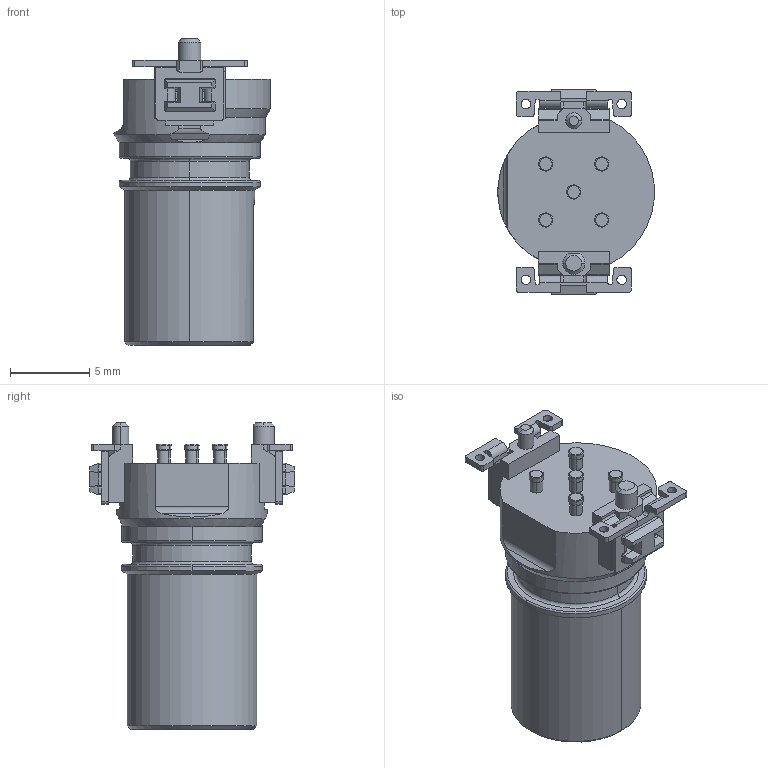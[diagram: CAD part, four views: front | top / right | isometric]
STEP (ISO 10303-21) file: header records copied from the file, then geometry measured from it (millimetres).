
FILE_DESCRIPTION((''),'2;1');
FILE_NAME('1411913','2018-06-13T',('cosa01'),(''),'PRO/ENGINEER BY PARAMETRIC TECHNOLOGY CORPORATION, 2014200','PRO/ENGINEER BY PARAMETRIC TECHNOLOGY CORPORATION, 2014200','');
FILE_SCHEMA(('AUTOMOTIVE_DESIGN { 1 0 10303 214 1 1 1 1 }'));
Length unit declared in the file: millimetre
Products named in the file (1): 1411913
Bounding box: 9.88 x 12.9 x 19.35 mm (x, y, z)
Volume: 974.8 mm3; surface area: 915 mm2
Topology: 1 solids, 1 shells, 638 faces, 1712 edges, 1098 vertices
Faces by surface type: plane 418, cylinder 172, cone 30, torus 18
Entity records: 20103 total; most frequent: CARTESIAN_POINT 3818, ORIENTED_EDGE 3424, DIRECTION 3304, EDGE_CURVE 1712, VECTOR 1240, LINE 1240, VERTEX_POINT 1098, AXIS2_PLACEMENT_3D 1032
